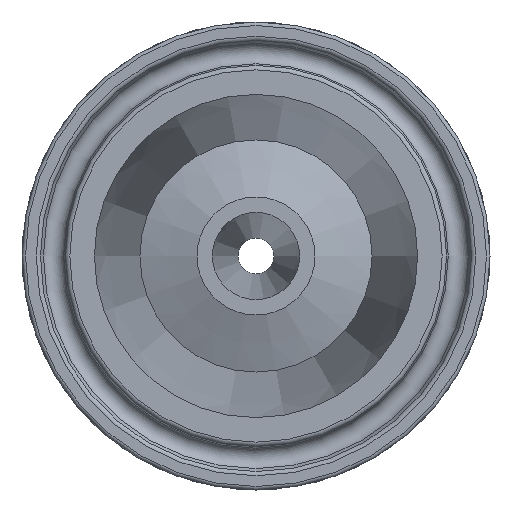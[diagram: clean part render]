
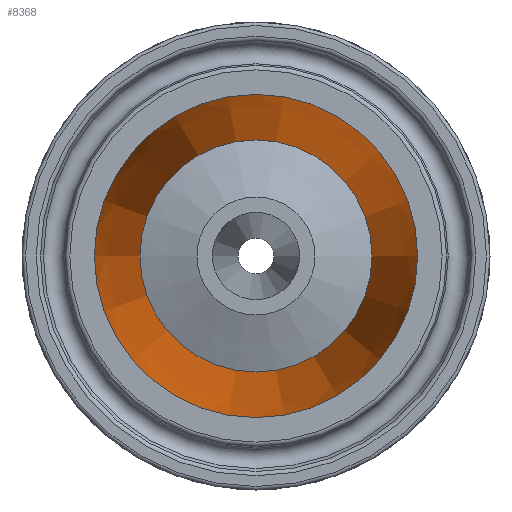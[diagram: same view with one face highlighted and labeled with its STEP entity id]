
A CAD part, left-side view. The second image highlights one B-rep face of the part: STEP entity #8368.
In plain terms, the highlighted conical face has half-angle 7.125 degrees and reference radius 14.224 mm.
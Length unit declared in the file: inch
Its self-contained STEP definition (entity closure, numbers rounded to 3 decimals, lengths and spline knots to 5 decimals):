
#1191=LINE('',#18009,#1750);
#1750=VECTOR('',#10764,0.56);
#1801=CONICAL_SURFACE('',#8984,0.56,0.124);
#2286=FACE_OUTER_BOUND('',#2782,.T.);
#2782=EDGE_LOOP('',(#7602,#7603,#7604,#7605,#7606,#7607));
#3071=CIRCLE('',#8982,0.435);
#3072=CIRCLE('',#8983,0.435);
#3073=CIRCLE('',#8985,0.685);
#3074=CIRCLE('',#8986,0.685);
#3931=VERTEX_POINT('',#18003);
#3932=VERTEX_POINT('',#18004);
#3933=VERTEX_POINT('',#18008);
#3934=VERTEX_POINT('',#18010);
#5167=EDGE_CURVE('',#3931,#3932,#3071,.T.);
#5168=EDGE_CURVE('',#3932,#3931,#3072,.T.);
#5169=EDGE_CURVE('',#3932,#3933,#1191,.T.);
#5170=EDGE_CURVE('',#3934,#3933,#3073,.T.);
#5171=EDGE_CURVE('',#3933,#3934,#3074,.T.);
#7602=ORIENTED_EDGE('',*,*,#5167,.T.);
#7603=ORIENTED_EDGE('',*,*,#5169,.T.);
#7604=ORIENTED_EDGE('',*,*,#5170,.F.);
#7605=ORIENTED_EDGE('',*,*,#5171,.F.);
#7606=ORIENTED_EDGE('',*,*,#5169,.F.);
#7607=ORIENTED_EDGE('',*,*,#5168,.T.);
#8368=ADVANCED_FACE('',(#2286),#1801,.F.);
#8982=AXIS2_PLACEMENT_3D('',#18005,#10758,#10759);
#8983=AXIS2_PLACEMENT_3D('',#18006,#10760,#10761);
#8984=AXIS2_PLACEMENT_3D('',#18007,#10762,#10763);
#8985=AXIS2_PLACEMENT_3D('',#18011,#10765,#10766);
#8986=AXIS2_PLACEMENT_3D('',#18012,#10767,#10768);
#10758=DIRECTION('center_axis',(1.,0.,0.));
#10759=DIRECTION('ref_axis',(0.,1.,0.));
#10760=DIRECTION('center_axis',(1.,0.,0.));
#10761=DIRECTION('ref_axis',(0.,1.,0.));
#10762=DIRECTION('center_axis',(-1.,0.,0.));
#10763=DIRECTION('ref_axis',(0.,1.,0.));
#10764=DIRECTION('',(-0.992,-0.124,0.));
#10765=DIRECTION('center_axis',(1.,0.,0.));
#10766=DIRECTION('ref_axis',(0.,1.,0.));
#10767=DIRECTION('center_axis',(1.,0.,0.));
#10768=DIRECTION('ref_axis',(0.,1.,0.));
#18003=CARTESIAN_POINT('',(3.05662,0.435,0.));
#18004=CARTESIAN_POINT('',(3.05662,-0.435,0.));
#18005=CARTESIAN_POINT('Origin',(3.05662,0.,
0.));
#18006=CARTESIAN_POINT('Origin',(3.05662,0.,
0.));
#18007=CARTESIAN_POINT('Origin',(2.05662,0.,
0.));
#18008=CARTESIAN_POINT('',(1.05662,-0.685,0.));
#18009=CARTESIAN_POINT('',(2.05662,-0.56,0.));
#18010=CARTESIAN_POINT('',(1.05662,0.685,0.));
#18011=CARTESIAN_POINT('Origin',(1.05662,0.,
0.));
#18012=CARTESIAN_POINT('Origin',(1.05662,0.,
0.));
